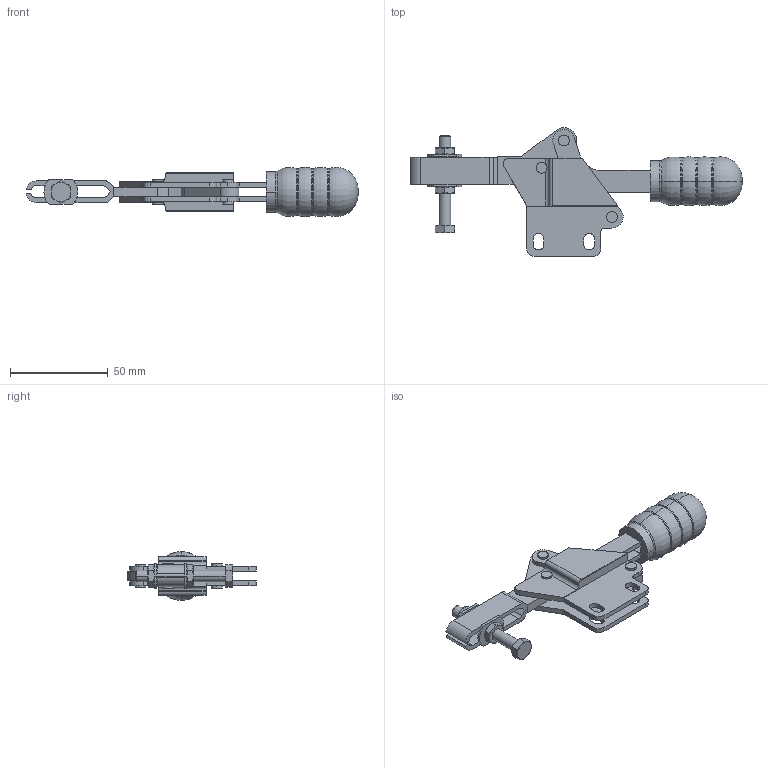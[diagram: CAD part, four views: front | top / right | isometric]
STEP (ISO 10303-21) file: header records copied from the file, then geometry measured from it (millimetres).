
FILE_DESCRIPTION( ( '' ), '1' );
FILE_NAME( 'K0072.0150 (GESCHLOSSEN).stp', '2012-10-30T09:49:12', ( '' ), ( '' ), ' ', ' ', ' ' );
FILE_SCHEMA( ( 'CONFIG_CONTROL_DESIGN' ) );
Length unit declared in the file: millimetre
Products named in the file (1): 1
Bounding box: 170.26 x 66 x 25.2 mm (x, y, z)
Volume: 46330.4 mm3; surface area: 24134.3 mm2
Topology: 1 solids, 1 shells, 267 faces, 727 edges, 466 vertices
Faces by surface type: plane 129, cylinder 78, cone 38, torus 22
Entity records: 8514 total; most frequent: CARTESIAN_POINT 1701, ORIENTED_EDGE 1450, DIRECTION 1440, EDGE_CURVE 725, AXIS2_PLACEMENT_3D 525, VERTEX_POINT 466, LINE 390, VECTOR 390
